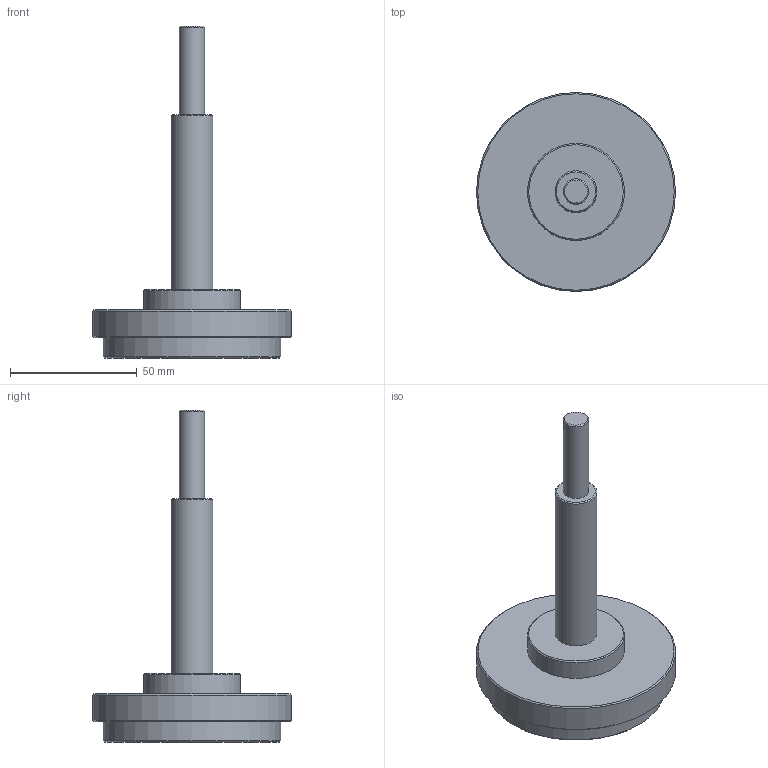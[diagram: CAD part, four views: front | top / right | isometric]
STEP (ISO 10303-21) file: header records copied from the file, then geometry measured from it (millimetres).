
FILE_DESCRIPTION(/* description */ ('Alibre Inc.'),/* implementation_level */ '2;1');
FILE_NAME(/* name */ 'export-ED3F36CF-1D3C-4AD8-99E1-8CBF8966113E',/* time_stamp */ '2021-04-26T10:34:51+02:00',/* author */ (''),/* organization */ (''),/* preprocessor_version */ 'ST-DEVELOPER v17',/* originating_system */ 'Alibre',/* authorisation */ '');
FILE_SCHEMA (('CONFIG_CONTROL_DESIGN'));
Length unit declared in the file: centimetre
Products named in the file (1): ID_1
Bounding box: 78.5 x 78.5 x 131 mm (x, y, z)
Volume: 102698.9 mm3; surface area: 20380 mm2
Topology: 1 solids, 1 shells, 20 faces, 32 edges, 19 vertices
Faces by surface type: cone 7, plane 7, cylinder 6
Full cylindrical faces by diameter (mm): 10 x1, 16.5 x1, 35.5 x1, 38.3 x1, 70 x1, 78.5 x1
Entity records: 472 total; most frequent: DIRECTION 71, CARTESIAN_POINT 58, AXIS2_PLACEMENT_3D 39, ORIENTED_EDGE 38, EDGE_LOOP 38, FACE_BOUND 38, ADVANCED_FACE 20, VERTEX_POINT 19
